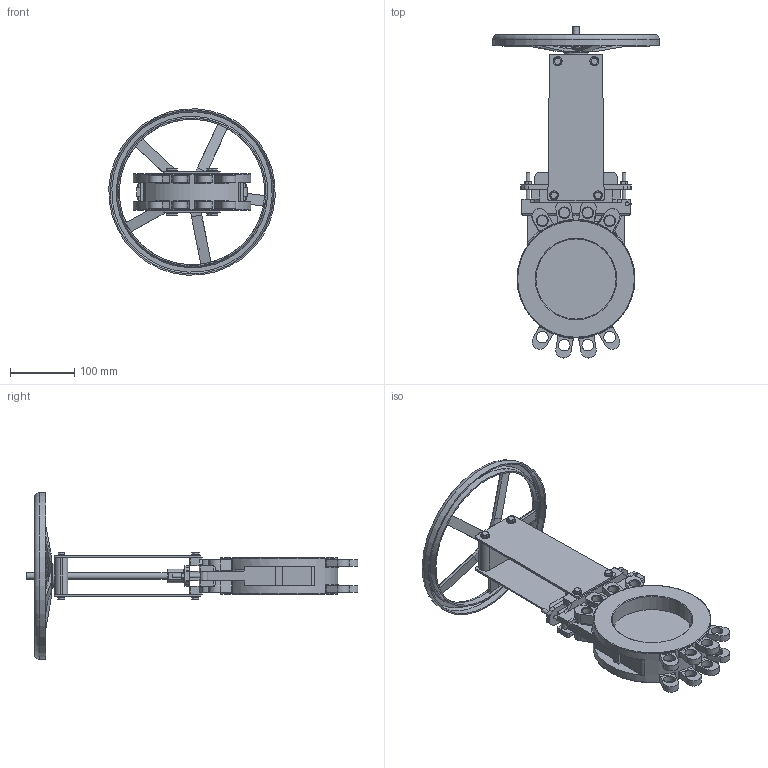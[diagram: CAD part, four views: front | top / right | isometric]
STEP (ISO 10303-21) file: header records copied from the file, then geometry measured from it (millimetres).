
FILE_DESCRIPTION(/* description */ (''),/* implementation_level */ '2;1');
FILE_NAME(/* name */ 'DN125_3D_STEP.stp',/* time_stamp */ '2025-11-30T17:20:08+03:00',/* author */ ('igorr'),/* organization */ (''),/* preprocessor_version */ 'ST-DEVELOPER v20',/* originating_system */ 'Autodesk Inventor 2025',/* authorisation */ '');
FILE_SCHEMA (('AUTOMOTIVE_DESIGN { 1 0 10303 214 3 1 1 }'));
Length unit declared in the file: millimetre
Products named in the file (8): Сборка; Деталь; Деталь1; AS 1110 - M4 x 8; ANSI B18.2.4.2M - M6x1; ANSI B18.2.4.2M - M10x1,5; AS 1237 - 8; AS 1110 - M6 x 12
Assembly tree (23 placements, depth 2):
  Сборка
    Деталь
    Деталь1
    AS 1110 - M4 x 8  x2
    ANSI B18.2.4.2M - M6x1  x2
    ANSI B18.2.4.2M - M10x1,5
    AS 1237 - 8  x8
    AS 1110 - M6 x 12  x8
Bounding box: 259.65 x 518.28 x 259.65 mm (x, y, z)
Volume: 1562476.6 mm3; surface area: 406033.9 mm2
Topology: 23 solids, 23 shells, 1053 faces, 2600 edges, 1632 vertices
Faces by surface type: plane 515, cylinder 259, cone 125, bspline 91, torus 63
Full cylindrical faces by diameter (mm): 4 x2, 4.917 x2, 6 x14, 7 x2, 8 x8, 8.376 x1, 8.4 x8, 10 x10, 14 x8, 16 x8, 17.333 x1, 18 x8, 21.421 x1, 21.667 x1, 28.167 x1, 32.5 x1, 38.195 x1, 125 x2, 184 x1, 227.058 x1, 231.391 x1, 255.666 x1, 259.999 x1
Entity records: 28384 total; most frequent: CARTESIAN_POINT 7814, ORIENTED_EDGE 4200, DIRECTION 3929, EDGE_CURVE 2100, AXIS2_PLACEMENT_3D 1452, VERTEX_POINT 1335, LINE 1025, VECTOR 1025
